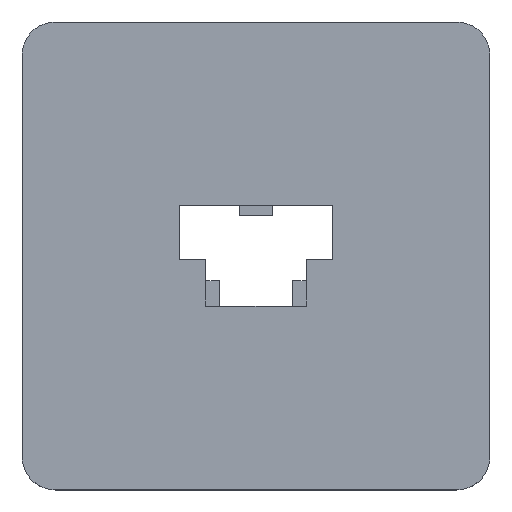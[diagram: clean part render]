
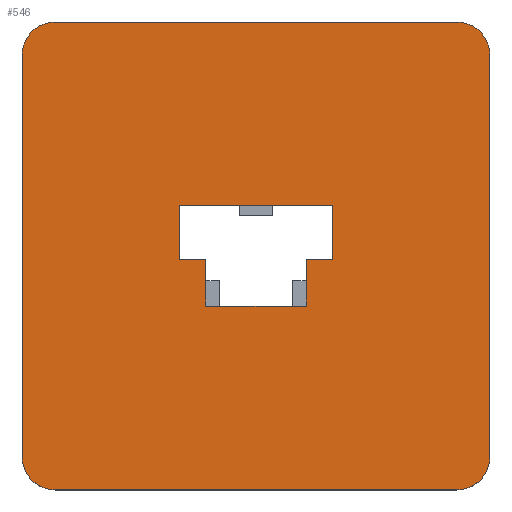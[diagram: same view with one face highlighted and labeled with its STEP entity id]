
A CAD part, top view. The second image highlights one B-rep face of the part: STEP entity #546.
In plain terms, the highlighted planar face has unit normal (0, 0, 1).
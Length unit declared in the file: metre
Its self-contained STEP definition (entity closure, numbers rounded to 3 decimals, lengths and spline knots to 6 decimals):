
#16=CIRCLE('',#588,0.005);
#17=CIRCLE('',#589,0.005);
#18=CIRCLE('',#590,0.005);
#19=CIRCLE('',#591,0.005);
#84=ORIENTED_EDGE('',*,*,#196,.F.);
#85=ORIENTED_EDGE('',*,*,#202,.T.);
#86=ORIENTED_EDGE('',*,*,#205,.F.);
#87=ORIENTED_EDGE('',*,*,#208,.F.);
#88=ORIENTED_EDGE('',*,*,#217,.T.);
#89=ORIENTED_EDGE('',*,*,#222,.T.);
#90=ORIENTED_EDGE('',*,*,#225,.T.);
#91=ORIENTED_EDGE('',*,*,#227,.F.);
#92=ORIENTED_EDGE('',*,*,#186,.T.);
#93=ORIENTED_EDGE('',*,*,#232,.T.);
#94=ORIENTED_EDGE('',*,*,#188,.T.);
#95=ORIENTED_EDGE('',*,*,#233,.T.);
#96=ORIENTED_EDGE('',*,*,#228,.F.);
#97=ORIENTED_EDGE('',*,*,#234,.T.);
#98=ORIENTED_EDGE('',*,*,#182,.F.);
#99=ORIENTED_EDGE('',*,*,#235,.T.);
#182=EDGE_CURVE('',#260,#261,#312,.T.);
#186=EDGE_CURVE('',#265,#264,#316,.T.);
#188=EDGE_CURVE('',#266,#267,#318,.T.);
#196=EDGE_CURVE('',#274,#275,#326,.T.);
#202=EDGE_CURVE('',#274,#279,#332,.T.);
#205=EDGE_CURVE('',#281,#279,#335,.T.);
#208=EDGE_CURVE('',#284,#281,#338,.T.);
#217=EDGE_CURVE('',#284,#291,#347,.T.);
#222=EDGE_CURVE('',#291,#295,#352,.T.);
#225=EDGE_CURVE('',#295,#297,#355,.T.);
#227=EDGE_CURVE('',#275,#297,#357,.T.);
#228=EDGE_CURVE('',#298,#299,#358,.T.);
#232=EDGE_CURVE('',#264,#266,#16,.T.);
#233=EDGE_CURVE('',#267,#299,#17,.T.);
#234=EDGE_CURVE('',#298,#261,#18,.T.);
#235=EDGE_CURVE('',#260,#265,#19,.T.);
#260=VERTEX_POINT('',#761);
#261=VERTEX_POINT('',#763);
#264=VERTEX_POINT('',#770);
#265=VERTEX_POINT('',#772);
#266=VERTEX_POINT('',#776);
#267=VERTEX_POINT('',#777);
#274=VERTEX_POINT('',#792);
#275=VERTEX_POINT('',#794);
#279=VERTEX_POINT('',#804);
#281=VERTEX_POINT('',#810);
#284=VERTEX_POINT('',#817);
#291=VERTEX_POINT('',#834);
#295=VERTEX_POINT('',#844);
#297=VERTEX_POINT('',#850);
#298=VERTEX_POINT('',#857);
#299=VERTEX_POINT('',#858);
#312=LINE('',#762,#382);
#316=LINE('',#771,#386);
#318=LINE('',#775,#388);
#326=LINE('',#793,#396);
#332=LINE('',#805,#402);
#335=LINE('',#811,#405);
#338=LINE('',#818,#408);
#347=LINE('',#835,#417);
#352=LINE('',#845,#422);
#355=LINE('',#851,#425);
#357=LINE('',#854,#427);
#358=LINE('',#856,#428);
#382=VECTOR('',#617,1.);
#386=VECTOR('',#623,1.);
#388=VECTOR('',#627,1.);
#396=VECTOR('',#637,1.);
#402=VECTOR('',#645,1.);
#405=VECTOR('',#650,1.);
#408=VECTOR('',#655,1.);
#417=VECTOR('',#666,1.);
#422=VECTOR('',#673,1.);
#425=VECTOR('',#678,1.);
#427=VECTOR('',#682,1.);
#428=VECTOR('',#685,1.);
#462=EDGE_LOOP('',(#84,#85,#86,#87,#88,#89,#90,#91));
#463=EDGE_LOOP('',(#92,#93,#94,#95,#96,#97,#98,#99));
#492=FACE_BOUND('',#462,.T.);
#493=FACE_BOUND('',#463,.T.);
#522=PLANE('',#587);
#546=ADVANCED_FACE('',(#492,#493),#522,.T.);
#587=AXIS2_PLACEMENT_3D('',#864,#689,#690);
#588=AXIS2_PLACEMENT_3D('',#865,#691,#692);
#589=AXIS2_PLACEMENT_3D('',#866,#693,#694);
#590=AXIS2_PLACEMENT_3D('',#867,#695,#696);
#591=AXIS2_PLACEMENT_3D('',#868,#697,#698);
#617=DIRECTION('',(-1.,0.,0.));
#623=DIRECTION('',(0.,1.,0.));
#627=DIRECTION('',(-1.,0.,0.));
#637=DIRECTION('',(-1.,0.,0.));
#645=DIRECTION('',(0.,-1.,0.));
#650=DIRECTION('',(1.,0.,0.));
#655=DIRECTION('',(0.,1.,0.));
#666=DIRECTION('',(-1.,0.,0.));
#673=DIRECTION('',(0.,1.,0.));
#678=DIRECTION('',(-1.,0.,0.));
#682=DIRECTION('',(0.,-1.,0.));
#685=DIRECTION('',(0.,1.,0.));
#689=DIRECTION('',(0.,0.,1.));
#690=DIRECTION('',(1.,0.,0.));
#691=DIRECTION('',(0.,0.,1.));
#692=DIRECTION('',(1.,0.,0.));
#693=DIRECTION('',(0.,0.,1.));
#694=DIRECTION('',(1.,0.,0.));
#695=DIRECTION('',(0.,0.,1.));
#696=DIRECTION('',(1.,0.,0.));
#697=DIRECTION('',(0.,0.,1.));
#698=DIRECTION('',(1.,0.,0.));
#761=CARTESIAN_POINT('',(0.03,-0.035,0.0016));
#762=CARTESIAN_POINT('',(0.,-0.035,0.0016));
#763=CARTESIAN_POINT('',(-0.03,-0.035,0.0016));
#770=CARTESIAN_POINT('',(0.035,0.03,0.0016));
#771=CARTESIAN_POINT('',(0.035,0.,0.0016));
#772=CARTESIAN_POINT('',(0.035,-0.03,0.0016));
#775=CARTESIAN_POINT('',(0.,0.035,0.0016));
#776=CARTESIAN_POINT('',(0.03,0.035,0.0016));
#777=CARTESIAN_POINT('',(-0.03,0.035,0.0016));
#792=CARTESIAN_POINT('',(0.0115,0.0075,0.0016));
#793=CARTESIAN_POINT('',(-0.0095,0.0075,0.0016));
#794=CARTESIAN_POINT('',(-0.0115,0.0075,0.0016));
#804=CARTESIAN_POINT('',(0.0115,-0.0005,0.0016));
#805=CARTESIAN_POINT('',(0.0115,0.0035,0.0016));
#810=CARTESIAN_POINT('',(0.0075,-0.0005,0.0016));
#811=CARTESIAN_POINT('',(0.0095,-0.0005,0.0016));
#817=CARTESIAN_POINT('',(0.0075,-0.0075,0.0016));
#818=CARTESIAN_POINT('',(0.0075,-0.004,0.0016));
#834=CARTESIAN_POINT('',(-0.0075,-0.0075,0.0016));
#835=CARTESIAN_POINT('',(0.,-0.0075,0.0016));
#844=CARTESIAN_POINT('',(-0.0075,-0.0005,0.0016));
#845=CARTESIAN_POINT('',(-0.0075,-0.004,0.0016));
#850=CARTESIAN_POINT('',(-0.0115,-0.0005,0.0016));
#851=CARTESIAN_POINT('',(-0.0095,-0.0005,0.0016));
#854=CARTESIAN_POINT('',(-0.0115,0.0035,0.0016));
#856=CARTESIAN_POINT('',(-0.035,0.,0.0016));
#857=CARTESIAN_POINT('',(-0.035,-0.03,0.0016));
#858=CARTESIAN_POINT('',(-0.035,0.03,0.0016));
#864=CARTESIAN_POINT('',(0.,0.,0.0016));
#865=CARTESIAN_POINT('',(0.03,0.03,0.0016));
#866=CARTESIAN_POINT('',(-0.03,0.03,0.0016));
#867=CARTESIAN_POINT('',(-0.03,-0.03,0.0016));
#868=CARTESIAN_POINT('',(0.03,-0.03,0.0016));
